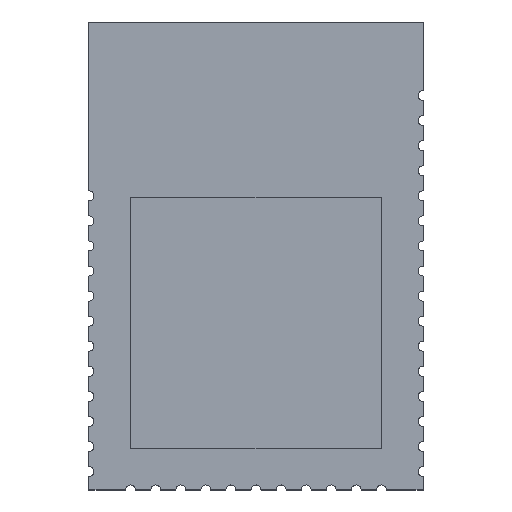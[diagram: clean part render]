
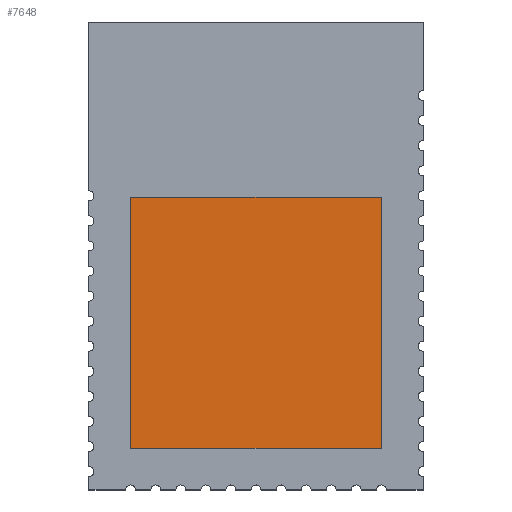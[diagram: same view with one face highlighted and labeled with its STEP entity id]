
A CAD part, top view. The second image highlights one B-rep face of the part: STEP entity #7648.
In plain terms, the highlighted planar face has unit normal (0, 0, 1).
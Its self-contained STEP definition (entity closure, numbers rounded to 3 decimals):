
#5047 = PLANE('',#5048);
#5048 = AXIS2_PLACEMENT_3D('',#5049,#5050,#5051);
#5049 = CARTESIAN_POINT('',(3.75,-5.75,0.6));
#5050 = DIRECTION('',(0.,-1.,0.));
#5051 = DIRECTION('',(-1.,0.,0.));
#5075 = PLANE('',#5076);
#5076 = AXIS2_PLACEMENT_3D('',#5077,#5078,#5079);
#5077 = CARTESIAN_POINT('',(-3.75,-5.75,0.6));
#5078 = DIRECTION('',(-1.,0.,0.));
#5079 = DIRECTION('',(0.,1.,0.));
#5103 = PLANE('',#5104);
#5104 = AXIS2_PLACEMENT_3D('',#5105,#5106,#5107);
#5105 = CARTESIAN_POINT('',(-3.75,1.75,0.6));
#5106 = DIRECTION('',(0.,1.,0.));
#5107 = DIRECTION('',(1.,0.,0.));
#5129 = PLANE('',#5130);
#5130 = AXIS2_PLACEMENT_3D('',#5131,#5132,#5133);
#5131 = CARTESIAN_POINT('',(3.75,1.75,0.6));
#5132 = DIRECTION('',(1.,0.,0.));
#5133 = DIRECTION('',(0.,-1.,0.));
#7452 = VERTEX_POINT('',#7453);
#7453 = CARTESIAN_POINT('',(3.75,-5.75,2.2));
#7474 = EDGE_CURVE('',#7452,#7475,#7477,.T.);
#7475 = VERTEX_POINT('',#7476);
#7476 = CARTESIAN_POINT('',(-3.75,-5.75,2.2));
#7477 = SURFACE_CURVE('',#7478,(#7482,#7489),.PCURVE_S1.);
#7478 = LINE('',#7479,#7480);
#7479 = CARTESIAN_POINT('',(3.75,-5.75,2.2));
#7480 = VECTOR('',#7481,1.);
#7481 = DIRECTION('',(-1.,0.,0.));
#7482 = PCURVE('',#5047,#7483);
#7483 = DEFINITIONAL_REPRESENTATION('',(#7484),#7488);
#7484 = LINE('',#7485,#7486);
#7485 = CARTESIAN_POINT('',(0.,-1.6));
#7486 = VECTOR('',#7487,1.);
#7487 = DIRECTION('',(1.,0.));
#7488 = ( GEOMETRIC_REPRESENTATION_CONTEXT(2) 
PARAMETRIC_REPRESENTATION_CONTEXT() REPRESENTATION_CONTEXT('2D SPACE',''
  ) );
#7489 = PCURVE('',#7490,#7495);
#7490 = PLANE('',#7491);
#7491 = AXIS2_PLACEMENT_3D('',#7492,#7493,#7494);
#7492 = CARTESIAN_POINT('',(-3.75,1.75,2.2));
#7493 = DIRECTION('',(0.,0.,1.));
#7494 = DIRECTION('',(1.,0.,0.));
#7495 = DEFINITIONAL_REPRESENTATION('',(#7496),#7500);
#7496 = LINE('',#7497,#7498);
#7497 = CARTESIAN_POINT('',(7.5,-7.5));
#7498 = VECTOR('',#7499,1.);
#7499 = DIRECTION('',(-1.,0.));
#7500 = ( GEOMETRIC_REPRESENTATION_CONTEXT(2) 
PARAMETRIC_REPRESENTATION_CONTEXT() REPRESENTATION_CONTEXT('2D SPACE',''
  ) );
#7528 = VERTEX_POINT('',#7529);
#7529 = CARTESIAN_POINT('',(3.75,1.75,2.2));
#7550 = EDGE_CURVE('',#7528,#7452,#7551,.T.);
#7551 = SURFACE_CURVE('',#7552,(#7556,#7563),.PCURVE_S1.);
#7552 = LINE('',#7553,#7554);
#7553 = CARTESIAN_POINT('',(3.75,1.75,2.2));
#7554 = VECTOR('',#7555,1.);
#7555 = DIRECTION('',(0.,-1.,0.));
#7556 = PCURVE('',#5129,#7557);
#7557 = DEFINITIONAL_REPRESENTATION('',(#7558),#7562);
#7558 = LINE('',#7559,#7560);
#7559 = CARTESIAN_POINT('',(0.,-1.6));
#7560 = VECTOR('',#7561,1.);
#7561 = DIRECTION('',(1.,0.));
#7562 = ( GEOMETRIC_REPRESENTATION_CONTEXT(2) 
PARAMETRIC_REPRESENTATION_CONTEXT() REPRESENTATION_CONTEXT('2D SPACE',''
  ) );
#7563 = PCURVE('',#7490,#7564);
#7564 = DEFINITIONAL_REPRESENTATION('',(#7565),#7569);
#7565 = LINE('',#7566,#7567);
#7566 = CARTESIAN_POINT('',(7.5,0.));
#7567 = VECTOR('',#7568,1.);
#7568 = DIRECTION('',(0.,-1.));
#7569 = ( GEOMETRIC_REPRESENTATION_CONTEXT(2) 
PARAMETRIC_REPRESENTATION_CONTEXT() REPRESENTATION_CONTEXT('2D SPACE',''
  ) );
#7577 = EDGE_CURVE('',#7475,#7578,#7580,.T.);
#7578 = VERTEX_POINT('',#7579);
#7579 = CARTESIAN_POINT('',(-3.75,1.75,2.2));
#7580 = SURFACE_CURVE('',#7581,(#7585,#7592),.PCURVE_S1.);
#7581 = LINE('',#7582,#7583);
#7582 = CARTESIAN_POINT('',(-3.75,-5.75,2.2));
#7583 = VECTOR('',#7584,1.);
#7584 = DIRECTION('',(0.,1.,0.));
#7585 = PCURVE('',#5075,#7586);
#7586 = DEFINITIONAL_REPRESENTATION('',(#7587),#7591);
#7587 = LINE('',#7588,#7589);
#7588 = CARTESIAN_POINT('',(0.,-1.6));
#7589 = VECTOR('',#7590,1.);
#7590 = DIRECTION('',(1.,0.));
#7591 = ( GEOMETRIC_REPRESENTATION_CONTEXT(2) 
PARAMETRIC_REPRESENTATION_CONTEXT() REPRESENTATION_CONTEXT('2D SPACE',''
  ) );
#7592 = PCURVE('',#7490,#7593);
#7593 = DEFINITIONAL_REPRESENTATION('',(#7594),#7598);
#7594 = LINE('',#7595,#7596);
#7595 = CARTESIAN_POINT('',(0.,-7.5));
#7596 = VECTOR('',#7597,1.);
#7597 = DIRECTION('',(0.,1.));
#7598 = ( GEOMETRIC_REPRESENTATION_CONTEXT(2) 
PARAMETRIC_REPRESENTATION_CONTEXT() REPRESENTATION_CONTEXT('2D SPACE',''
  ) );
#7626 = EDGE_CURVE('',#7578,#7528,#7627,.T.);
#7627 = SURFACE_CURVE('',#7628,(#7632,#7639),.PCURVE_S1.);
#7628 = LINE('',#7629,#7630);
#7629 = CARTESIAN_POINT('',(-3.75,1.75,2.2));
#7630 = VECTOR('',#7631,1.);
#7631 = DIRECTION('',(1.,0.,0.));
#7632 = PCURVE('',#5103,#7633);
#7633 = DEFINITIONAL_REPRESENTATION('',(#7634),#7638);
#7634 = LINE('',#7635,#7636);
#7635 = CARTESIAN_POINT('',(0.,-1.6));
#7636 = VECTOR('',#7637,1.);
#7637 = DIRECTION('',(1.,0.));
#7638 = ( GEOMETRIC_REPRESENTATION_CONTEXT(2) 
PARAMETRIC_REPRESENTATION_CONTEXT() REPRESENTATION_CONTEXT('2D SPACE',''
  ) );
#7639 = PCURVE('',#7490,#7640);
#7640 = DEFINITIONAL_REPRESENTATION('',(#7641),#7645);
#7641 = LINE('',#7642,#7643);
#7642 = CARTESIAN_POINT('',(0.,0.));
#7643 = VECTOR('',#7644,1.);
#7644 = DIRECTION('',(1.,0.));
#7645 = ( GEOMETRIC_REPRESENTATION_CONTEXT(2) 
PARAMETRIC_REPRESENTATION_CONTEXT() REPRESENTATION_CONTEXT('2D SPACE',''
  ) );
#7648 = ADVANCED_FACE('',(#7649),#7490,.T.);
#7649 = FACE_BOUND('',#7650,.F.);
#7650 = EDGE_LOOP('',(#7651,#7652,#7653,#7654));
#7651 = ORIENTED_EDGE('',*,*,#7626,.T.);
#7652 = ORIENTED_EDGE('',*,*,#7550,.T.);
#7653 = ORIENTED_EDGE('',*,*,#7474,.T.);
#7654 = ORIENTED_EDGE('',*,*,#7577,.T.);
